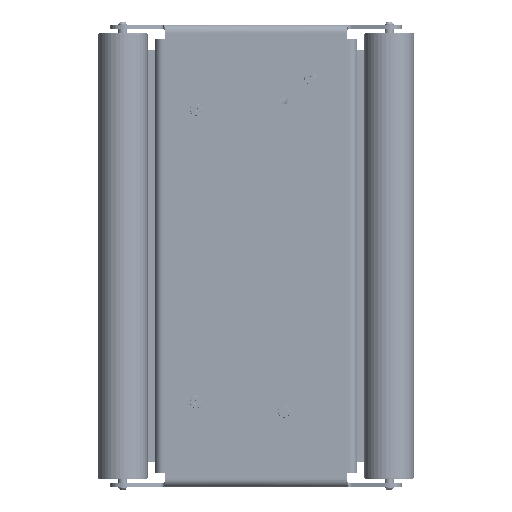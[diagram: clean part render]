
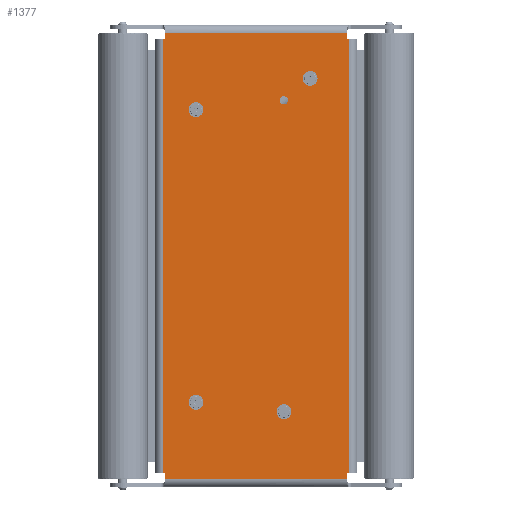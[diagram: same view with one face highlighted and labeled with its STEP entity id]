
A CAD part, front view. The second image highlights one B-rep face of the part: STEP entity #1377.
In plain terms, the highlighted face is planar.
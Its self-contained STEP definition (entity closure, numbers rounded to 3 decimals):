
#1377=ADVANCED_FACE('',(#3838,#3613,#3614,#3615,#3616),#38205,.T.);
#3613=FACE_BOUND('',#6076,.T.);
#3614=FACE_BOUND('',#6077,.T.);
#3615=FACE_BOUND('',#6078,.T.);
#3616=FACE_BOUND('',#6079,.T.);
#3838=FACE_OUTER_BOUND('',#6075,.T.);
#6075=EDGE_LOOP('',(#8551,#8552,#8553,#8554,#8555,#8556,#8557,#8558,#8559,
#8560,#8561,#8562));
#6076=EDGE_LOOP('',(#8563,#8564));
#6077=EDGE_LOOP('',(#8565,#8566));
#6078=EDGE_LOOP('',(#8567,#8568));
#6079=EDGE_LOOP('',(#8569,#8570));
#8551=ORIENTED_EDGE('',*,*,#20385,.F.);
#8552=ORIENTED_EDGE('',*,*,#20386,.T.);
#8553=ORIENTED_EDGE('',*,*,#20387,.F.);
#8554=ORIENTED_EDGE('',*,*,#20388,.F.);
#8555=ORIENTED_EDGE('',*,*,#20389,.F.);
#8556=ORIENTED_EDGE('',*,*,#20390,.F.);
#8557=ORIENTED_EDGE('',*,*,#20391,.F.);
#8558=ORIENTED_EDGE('',*,*,#20392,.T.);
#8559=ORIENTED_EDGE('',*,*,#20393,.F.);
#8560=ORIENTED_EDGE('',*,*,#20394,.F.);
#8561=ORIENTED_EDGE('',*,*,#20395,.F.);
#8562=ORIENTED_EDGE('',*,*,#20396,.F.);
#8563=ORIENTED_EDGE('',*,*,#20397,.T.);
#8564=ORIENTED_EDGE('',*,*,#20398,.T.);
#8565=ORIENTED_EDGE('',*,*,#20399,.T.);
#8566=ORIENTED_EDGE('',*,*,#20400,.T.);
#8567=ORIENTED_EDGE('',*,*,#20401,.T.);
#8568=ORIENTED_EDGE('',*,*,#20402,.T.);
#8569=ORIENTED_EDGE('',*,*,#20403,.T.);
#8570=ORIENTED_EDGE('',*,*,#20404,.T.);
#20385=EDGE_CURVE('',#33705,#33706,#30068,.T.);
#20386=EDGE_CURVE('',#33705,#33707,#30069,.T.);
#20387=EDGE_CURVE('',#33708,#33707,#30070,.T.);
#20388=EDGE_CURVE('',#33709,#33708,#30071,.T.);
#20389=EDGE_CURVE('',#33710,#33709,#30072,.T.);
#20390=EDGE_CURVE('',#33711,#33710,#30073,.T.);
#20391=EDGE_CURVE('',#33712,#33711,#30074,.T.);
#20392=EDGE_CURVE('',#33712,#33713,#30075,.T.);
#20393=EDGE_CURVE('',#33714,#33713,#30076,.T.);
#20394=EDGE_CURVE('',#33715,#33714,#30077,.T.);
#20395=EDGE_CURVE('',#33716,#33715,#30078,.T.);
#20396=EDGE_CURVE('',#33706,#33716,#30079,.T.);
#20397=EDGE_CURVE('',#33717,#33718,#26290,.T.);
#20398=EDGE_CURVE('',#33718,#33717,#26291,.T.);
#20399=EDGE_CURVE('',#33719,#33720,#26292,.T.);
#20400=EDGE_CURVE('',#33720,#33719,#26293,.T.);
#20401=EDGE_CURVE('',#33721,#33722,#26294,.T.);
#20402=EDGE_CURVE('',#33722,#33721,#26295,.T.);
#20403=EDGE_CURVE('',#33723,#33724,#26296,.T.);
#20404=EDGE_CURVE('',#33724,#33723,#26297,.T.);
#26290=TRIMMED_CURVE($,#28177,(#50923),(#50924),.T.,.CARTESIAN.);
#26291=TRIMMED_CURVE($,#28178,(#50926),(#50927),.T.,.CARTESIAN.);
#26292=TRIMMED_CURVE($,#28179,(#50929),(#50930),.T.,.CARTESIAN.);
#26293=TRIMMED_CURVE($,#28180,(#50932),(#50933),.T.,.CARTESIAN.);
#26294=TRIMMED_CURVE($,#28181,(#50935),(#50936),.T.,.CARTESIAN.);
#26295=TRIMMED_CURVE($,#28182,(#50938),(#50939),.T.,.CARTESIAN.);
#26296=TRIMMED_CURVE($,#28183,(#50941),(#50942),.T.,.CARTESIAN.);
#26297=TRIMMED_CURVE($,#28184,(#50944),(#50945),.T.,.CARTESIAN.);
#28177=CIRCLE('',#41512,6.6);
#28178=CIRCLE('',#41513,6.6);
#28179=CIRCLE('',#41514,6.6);
#28180=CIRCLE('',#41515,6.6);
#28181=CIRCLE('',#41516,6.6);
#28182=CIRCLE('',#41517,6.6);
#28183=CIRCLE('',#41518,6.6);
#28184=CIRCLE('',#41519,6.6);
#30068=B_SPLINE_CURVE_WITH_KNOTS('',1,(#50898,#50899),.UNSPECIFIED.,.F.,
 .F.,(2,2),(0.,3.3),.UNSPECIFIED.);
#30069=B_SPLINE_CURVE_WITH_KNOTS('',1,(#50900,#50901),.UNSPECIFIED.,.F.,
 .F.,(2,2),(0.,698.),.UNSPECIFIED.);
#30070=B_SPLINE_CURVE_WITH_KNOTS('',1,(#50902,#50903),.UNSPECIFIED.,.F.,
 .F.,(2,2),(0.,3.3),.UNSPECIFIED.);
#30071=B_SPLINE_CURVE_WITH_KNOTS('',1,(#50904,#50905),.UNSPECIFIED.,.F.,
 .F.,(2,2),(0.,9.65),.UNSPECIFIED.);
#30072=B_SPLINE_CURVE_WITH_KNOTS('',1,(#50906,#50907),.UNSPECIFIED.,.F.,
 .F.,(2,2),(0.,293.),.UNSPECIFIED.);
#30073=B_SPLINE_CURVE_WITH_KNOTS('',1,(#50908,#50909),.UNSPECIFIED.,.F.,
 .F.,(2,2),(0.,9.65),.UNSPECIFIED.);
#30074=B_SPLINE_CURVE_WITH_KNOTS('',1,(#50910,#50911),.UNSPECIFIED.,.F.,
 .F.,(2,2),(0.,3.3),.UNSPECIFIED.);
#30075=B_SPLINE_CURVE_WITH_KNOTS('',1,(#50912,#50913),.UNSPECIFIED.,.F.,
 .F.,(2,2),(0.,698.),.UNSPECIFIED.);
#30076=B_SPLINE_CURVE_WITH_KNOTS('',1,(#50914,#50915),.UNSPECIFIED.,.F.,
 .F.,(2,2),(0.,3.3),.UNSPECIFIED.);
#30077=B_SPLINE_CURVE_WITH_KNOTS('',1,(#50916,#50917),.UNSPECIFIED.,.F.,
 .F.,(2,2),(0.,9.65),.UNSPECIFIED.);
#30078=B_SPLINE_CURVE_WITH_KNOTS('',1,(#50918,#50919),.UNSPECIFIED.,.F.,
 .F.,(2,2),(0.,293.),.UNSPECIFIED.);
#30079=B_SPLINE_CURVE_WITH_KNOTS('',1,(#50920,#50921),.UNSPECIFIED.,.F.,
 .F.,(2,2),(0.,9.65),.UNSPECIFIED.);
#33705=VERTEX_POINT('',#50758);
#33706=VERTEX_POINT('',#50759);
#33707=VERTEX_POINT('',#50760);
#33708=VERTEX_POINT('',#50761);
#33709=VERTEX_POINT('',#50762);
#33710=VERTEX_POINT('',#50763);
#33711=VERTEX_POINT('',#50764);
#33712=VERTEX_POINT('',#50765);
#33713=VERTEX_POINT('',#50766);
#33714=VERTEX_POINT('',#50767);
#33715=VERTEX_POINT('',#50768);
#33716=VERTEX_POINT('',#50769);
#33717=VERTEX_POINT('',#50770);
#33718=VERTEX_POINT('',#50771);
#33719=VERTEX_POINT('',#50772);
#33720=VERTEX_POINT('',#50773);
#33721=VERTEX_POINT('',#50774);
#33722=VERTEX_POINT('',#50775);
#33723=VERTEX_POINT('',#50776);
#33724=VERTEX_POINT('',#50777);
#38205=PLANE('',#41435);
#41435=AXIS2_PLACEMENT_3D('',#50541,#44996,$);
#41512=AXIS2_PLACEMENT_3D($,#50922,#45081,#45082);
#41513=AXIS2_PLACEMENT_3D($,#50925,#45083,#45084);
#41514=AXIS2_PLACEMENT_3D($,#50928,#45085,#45086);
#41515=AXIS2_PLACEMENT_3D($,#50931,#45087,#45088);
#41516=AXIS2_PLACEMENT_3D($,#50934,#45089,#45090);
#41517=AXIS2_PLACEMENT_3D($,#50937,#45091,#45092);
#41518=AXIS2_PLACEMENT_3D($,#50940,#45093,#45094);
#41519=AXIS2_PLACEMENT_3D($,#50943,#45095,#45096);
#44996=DIRECTION('',(0.,0.,-1.));
#45081=DIRECTION('',(0.,0.,1.));
#45082=DIRECTION('',(1.,0.,0.));
#45083=DIRECTION('',(0.,0.,1.));
#45084=DIRECTION('',(-1.,0.,0.));
#45085=DIRECTION('',(0.,0.,1.));
#45086=DIRECTION('',(1.,0.,0.));
#45087=DIRECTION('',(0.,0.,1.));
#45088=DIRECTION('',(-1.,0.,0.));
#45089=DIRECTION('',(0.,0.,1.));
#45090=DIRECTION('',(1.,0.,0.));
#45091=DIRECTION('',(0.,0.,1.));
#45092=DIRECTION('',(-1.,0.,0.));
#45093=DIRECTION('',(0.,0.,1.));
#45094=DIRECTION('',(1.,0.,0.));
#45095=DIRECTION('',(0.,0.,1.));
#45096=DIRECTION('',(-1.,0.,0.));
#50541=CARTESIAN_POINT('',(149.8,-358.65,0.));
#50758=CARTESIAN_POINT('',(149.8,349.,0.));
#50759=CARTESIAN_POINT('',(146.5,349.,0.));
#50760=CARTESIAN_POINT('',(149.8,-349.,0.));
#50761=CARTESIAN_POINT('',(146.5,-349.,0.));
#50762=CARTESIAN_POINT('',(146.5,-358.65,0.));
#50763=CARTESIAN_POINT('',(-146.5,-358.65,0.));
#50764=CARTESIAN_POINT('',(-146.5,-349.,0.));
#50765=CARTESIAN_POINT('',(-149.8,-349.,0.));
#50766=CARTESIAN_POINT('',(-149.8,349.,0.));
#50767=CARTESIAN_POINT('',(-146.5,349.,0.));
#50768=CARTESIAN_POINT('',(-146.5,358.65,0.));
#50769=CARTESIAN_POINT('',(146.5,358.65,0.));
#50770=CARTESIAN_POINT('',(-89.79,235.,0.));
#50771=CARTESIAN_POINT('',(-102.99,235.,0.));
#50772=CARTESIAN_POINT('',(51.5,250.,0.));
#50773=CARTESIAN_POINT('',(38.3,250.,0.));
#50774=CARTESIAN_POINT('',(51.5,-250.,0.));
#50775=CARTESIAN_POINT('',(38.3,-250.,0.));
#50776=CARTESIAN_POINT('',(-89.79,-235.,0.));
#50777=CARTESIAN_POINT('',(-102.99,-235.,0.));
#50898=CARTESIAN_POINT('',(149.8,349.,0.));
#50899=CARTESIAN_POINT('',(146.5,349.,0.));
#50900=CARTESIAN_POINT('',(149.8,349.,0.));
#50901=CARTESIAN_POINT('',(149.8,-349.,0.));
#50902=CARTESIAN_POINT('',(146.5,-349.,0.));
#50903=CARTESIAN_POINT('',(149.8,-349.,0.));
#50904=CARTESIAN_POINT('',(146.5,-358.65,0.));
#50905=CARTESIAN_POINT('',(146.5,-349.,0.));
#50906=CARTESIAN_POINT('',(-146.5,-358.65,0.));
#50907=CARTESIAN_POINT('',(146.5,-358.65,0.));
#50908=CARTESIAN_POINT('',(-146.5,-349.,0.));
#50909=CARTESIAN_POINT('',(-146.5,-358.65,0.));
#50910=CARTESIAN_POINT('',(-149.8,-349.,0.));
#50911=CARTESIAN_POINT('',(-146.5,-349.,0.));
#50912=CARTESIAN_POINT('',(-149.8,-349.,0.));
#50913=CARTESIAN_POINT('',(-149.8,349.,0.));
#50914=CARTESIAN_POINT('',(-146.5,349.,0.));
#50915=CARTESIAN_POINT('',(-149.8,349.,0.));
#50916=CARTESIAN_POINT('',(-146.5,358.65,0.));
#50917=CARTESIAN_POINT('',(-146.5,349.,0.));
#50918=CARTESIAN_POINT('',(146.5,358.65,0.));
#50919=CARTESIAN_POINT('',(-146.5,358.65,0.));
#50920=CARTESIAN_POINT('',(146.5,349.,0.));
#50921=CARTESIAN_POINT('',(146.5,358.65,0.));
#50922=CARTESIAN_POINT('',(-96.39,235.,0.));
#50923=CARTESIAN_POINT('',(-89.79,235.,0.));
#50924=CARTESIAN_POINT('',(-102.99,235.,0.));
#50925=CARTESIAN_POINT('',(-96.39,235.,0.));
#50926=CARTESIAN_POINT('',(-102.99,235.,0.));
#50927=CARTESIAN_POINT('',(-89.79,235.,0.));
#50928=CARTESIAN_POINT('',(44.9,250.,0.));
#50929=CARTESIAN_POINT('',(51.5,250.,0.));
#50930=CARTESIAN_POINT('',(38.3,250.,0.));
#50931=CARTESIAN_POINT('',(44.9,250.,0.));
#50932=CARTESIAN_POINT('',(38.3,250.,0.));
#50933=CARTESIAN_POINT('',(51.5,250.,0.));
#50934=CARTESIAN_POINT('',(44.9,-250.,0.));
#50935=CARTESIAN_POINT('',(51.5,-250.,0.));
#50936=CARTESIAN_POINT('',(38.3,-250.,0.));
#50937=CARTESIAN_POINT('',(44.9,-250.,0.));
#50938=CARTESIAN_POINT('',(38.3,-250.,0.));
#50939=CARTESIAN_POINT('',(51.5,-250.,0.));
#50940=CARTESIAN_POINT('',(-96.39,-235.,0.));
#50941=CARTESIAN_POINT('',(-89.79,-235.,0.));
#50942=CARTESIAN_POINT('',(-102.99,-235.,0.));
#50943=CARTESIAN_POINT('',(-96.39,-235.,0.));
#50944=CARTESIAN_POINT('',(-102.99,-235.,0.));
#50945=CARTESIAN_POINT('',(-89.79,-235.,0.));
